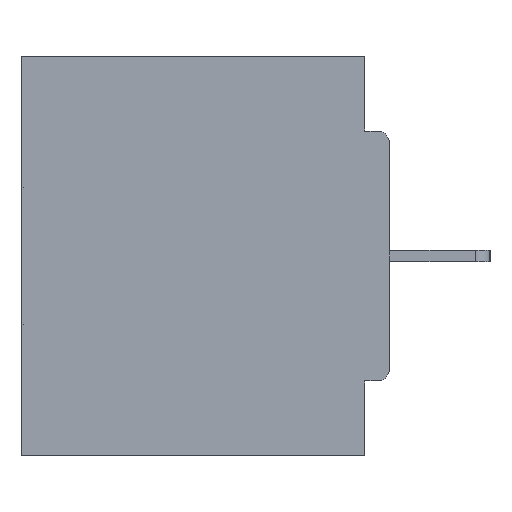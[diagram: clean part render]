
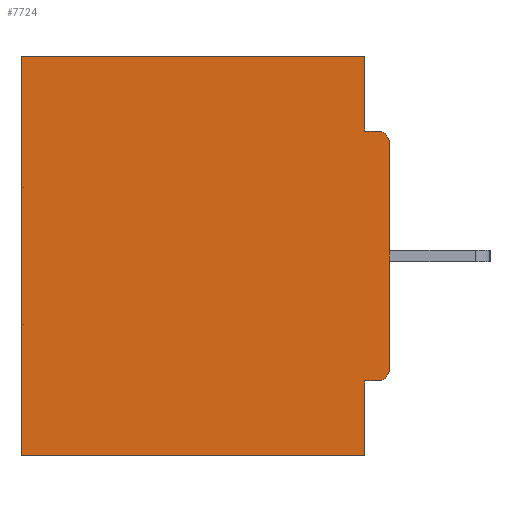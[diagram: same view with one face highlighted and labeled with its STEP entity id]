
A CAD part, left-side view. The second image highlights one B-rep face of the part: STEP entity #7724.
In plain terms, the highlighted planar face has unit normal (-1, 0, 0).
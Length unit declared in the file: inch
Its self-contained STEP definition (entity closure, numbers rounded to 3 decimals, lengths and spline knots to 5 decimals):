
#95 = AXIS2_PLACEMENT_3D ( 'NONE', #31219, #8875, #3235 ) ;
#310 = CARTESIAN_POINT ( 'NONE',  ( 0.298, 0.031, -0.5 ) ) ;
#338 = CARTESIAN_POINT ( 'NONE',  ( 0.298, 0.031, -0.5 ) ) ;
#512 = CARTESIAN_POINT ( 'NONE',  ( 0.298, 0.031, -0.0935 ) ) ;
#864 = LINE ( 'NONE', #338, #20044 ) ;
#1060 = ORIENTED_EDGE ( 'NONE', *, *, #15369, .F. ) ;
#1114 = LINE ( 'NONE', #12336, #27794 ) ;
#1201 = CARTESIAN_POINT ( 'NONE',  ( 0.298, 0., -0.4065 ) ) ;
#1467 = AXIS2_PLACEMENT_3D ( 'NONE', #10221, #34577, #21008 ) ;
#1543 = CARTESIAN_POINT ( 'NONE',  ( 0.298, 0., 0. ) ) ;
#1548 = FACE_OUTER_BOUND ( 'NONE', #5930, .T. ) ;
#1942 = VECTOR ( 'NONE', #25700, 39.37008 ) ;
#2100 = ORIENTED_EDGE ( 'NONE', *, *, #14715, .F. ) ;
#2266 = DIRECTION ( 'NONE',  ( 0., 0., -1. ) ) ;
#2797 = ORIENTED_EDGE ( 'NONE', *, *, #19533, .T. ) ;
#3170 = VECTOR ( 'NONE', #22631, 39.37008 ) ;
#3235 = DIRECTION ( 'NONE',  ( 0., 0., -1. ) ) ;
#4450 = EDGE_CURVE ( 'NONE', #19314, #19938, #8172, .T. ) ;
#5217 = EDGE_CURVE ( 'NONE', #19314, #16891, #28173, .T. ) ;
#5930 = EDGE_LOOP ( 'NONE', ( #21959, #27101, #12394, #26731, #2797, #1060, #31450, #2100, #15076, #10287 ) ) ;
#6221 = LINE ( 'NONE', #25289, #3170 ) ;
#6998 = VECTOR ( 'NONE', #13779, 39.37008 ) ;
#7489 = VERTEX_POINT ( 'NONE', #512 ) ;
#7724 = ADVANCED_FACE ( 'NONE', ( #1548 ), #28000, .F. ) ;
#8172 = CIRCLE ( 'NONE', #1467, 0.015 ) ;
#8875 = DIRECTION ( 'NONE',  ( -1., 0., 0. ) ) ;
#9330 = CARTESIAN_POINT ( 'NONE',  ( 0.298, 0.031, 0. ) ) ;
#10221 = CARTESIAN_POINT ( 'NONE',  ( 0.298, 0.015, -0.1085 ) ) ;
#10258 = LINE ( 'NONE', #28640, #15980 ) ;
#10287 = ORIENTED_EDGE ( 'NONE', *, *, #5217, .F. ) ;
#11204 = EDGE_CURVE ( 'NONE', #18643, #11363, #26438, .T. ) ;
#11363 = VERTEX_POINT ( 'NONE', #310 ) ;
#11555 = DIRECTION ( 'NONE',  ( 0., 0., -1. ) ) ;
#11862 = EDGE_CURVE ( 'NONE', #14119, #16891, #24947, .T. ) ;
#12075 = CARTESIAN_POINT ( 'NONE',  ( 0.298, 0., 0. ) ) ;
#12336 = CARTESIAN_POINT ( 'NONE',  ( 0.298, 0., -0.0935 ) ) ;
#12394 = ORIENTED_EDGE ( 'NONE', *, *, #19163, .F. ) ;
#12743 = CARTESIAN_POINT ( 'NONE',  ( 0.298, 0., -0.3915 ) ) ;
#13779 = DIRECTION ( 'NONE',  ( 0., 1., 0. ) ) ;
#13830 = EDGE_CURVE ( 'NONE', #7489, #19938, #1114, .T. ) ;
#13918 = CARTESIAN_POINT ( 'NONE',  ( 0.298, 0.015, -0.0935 ) ) ;
#14119 = VERTEX_POINT ( 'NONE', #15371 ) ;
#14715 = EDGE_CURVE ( 'NONE', #14119, #18643, #17545, .T. ) ;
#14766 = VECTOR ( 'NONE', #2266, 39.37008 ) ;
#15076 = ORIENTED_EDGE ( 'NONE', *, *, #11862, .T. ) ;
#15124 = CARTESIAN_POINT ( 'NONE',  ( 0.298, 0.031, -0.5 ) ) ;
#15369 = EDGE_CURVE ( 'NONE', #11363, #23182, #32513, .T. ) ;
#15371 = CARTESIAN_POINT ( 'NONE',  ( 0.298, 0.015, -0.4065 ) ) ;
#15980 = VECTOR ( 'NONE', #28461, 39.37008 ) ;
#16891 = VERTEX_POINT ( 'NONE', #12743 ) ;
#17208 = DIRECTION ( 'NONE',  ( 0., 0., -1. ) ) ;
#17461 = DIRECTION ( 'NONE',  ( 0., -1., 0. ) ) ;
#17545 = LINE ( 'NONE', #1201, #1942 ) ;
#18643 = VERTEX_POINT ( 'NONE', #23504 ) ;
#19163 = EDGE_CURVE ( 'NONE', #33610, #7489, #864, .T. ) ;
#19314 = VERTEX_POINT ( 'NONE', #20385 ) ;
#19471 = CARTESIAN_POINT ( 'NONE',  ( 0.298, 0.46, -0.5 ) ) ;
#19533 = EDGE_CURVE ( 'NONE', #27623, #23182, #6221, .T. ) ;
#19938 = VERTEX_POINT ( 'NONE', #13918 ) ;
#20044 = VECTOR ( 'NONE', #11555, 39.37008 ) ;
#20385 = CARTESIAN_POINT ( 'NONE',  ( 0.298, 0., -0.1085 ) ) ;
#21008 = DIRECTION ( 'NONE',  ( 0., 0., -1. ) ) ;
#21959 = ORIENTED_EDGE ( 'NONE', *, *, #4450, .T. ) ;
#22631 = DIRECTION ( 'NONE',  ( 0., 0., -1. ) ) ;
#22989 = CARTESIAN_POINT ( 'NONE',  ( 0.298, 0.46, 0. ) ) ;
#23182 = VERTEX_POINT ( 'NONE', #19471 ) ;
#23504 = CARTESIAN_POINT ( 'NONE',  ( 0.298, 0.031, -0.4065 ) ) ;
#24947 = CIRCLE ( 'NONE', #95, 0.015 ) ;
#25289 = CARTESIAN_POINT ( 'NONE',  ( 0.298, 0.46, 0. ) ) ;
#25700 = DIRECTION ( 'NONE',  ( 0., 1., 0. ) ) ;
#26438 = LINE ( 'NONE', #15124, #14766 ) ;
#26731 = ORIENTED_EDGE ( 'NONE', *, *, #30343, .T. ) ;
#27101 = ORIENTED_EDGE ( 'NONE', *, *, #13830, .F. ) ;
#27623 = VERTEX_POINT ( 'NONE', #22989 ) ;
#27794 = VECTOR ( 'NONE', #17461, 39.37008 ) ;
#28000 = PLANE ( 'NONE',  #28672 ) ;
#28173 = LINE ( 'NONE', #1543, #29663 ) ;
#28461 = DIRECTION ( 'NONE',  ( 0., 1., 0. ) ) ;
#28640 = CARTESIAN_POINT ( 'NONE',  ( 0.298, 0., 0. ) ) ;
#28672 = AXIS2_PLACEMENT_3D ( 'NONE', #12075, #28700, #17208 ) ;
#28700 = DIRECTION ( 'NONE',  ( 1., 0., 0. ) ) ;
#29663 = VECTOR ( 'NONE', #30464, 39.37008 ) ;
#30343 = EDGE_CURVE ( 'NONE', #33610, #27623, #10258, .T. ) ;
#30464 = DIRECTION ( 'NONE',  ( 0., 0., -1. ) ) ;
#31219 = CARTESIAN_POINT ( 'NONE',  ( 0.298, 0.015, -0.3915 ) ) ;
#31450 = ORIENTED_EDGE ( 'NONE', *, *, #11204, .F. ) ;
#32513 = LINE ( 'NONE', #34805, #6998 ) ;
#33610 = VERTEX_POINT ( 'NONE', #9330 ) ;
#34577 = DIRECTION ( 'NONE',  ( -1., 0., 0. ) ) ;
#34805 = CARTESIAN_POINT ( 'NONE',  ( 0.298, 0., -0.5 ) ) ;
